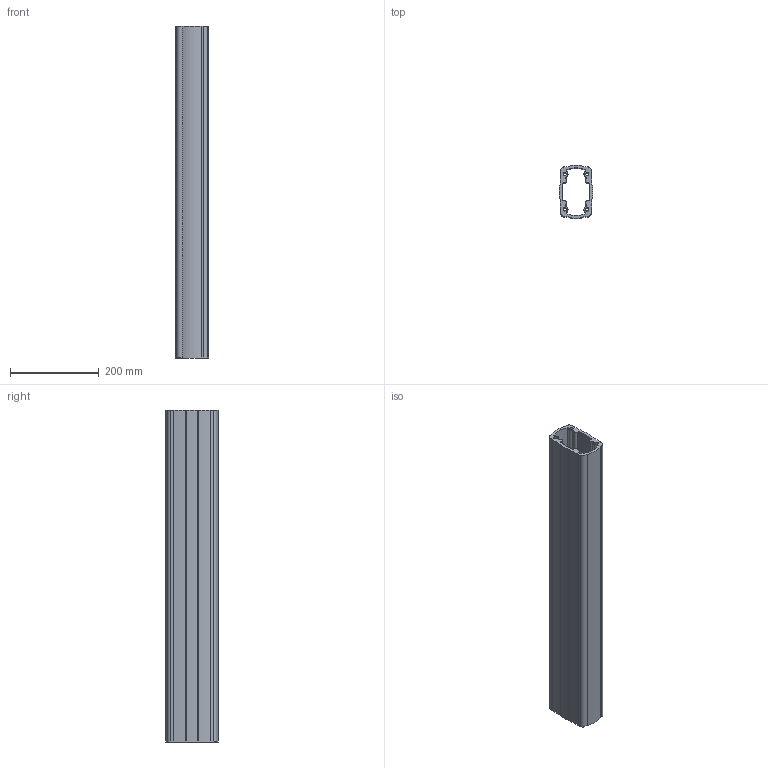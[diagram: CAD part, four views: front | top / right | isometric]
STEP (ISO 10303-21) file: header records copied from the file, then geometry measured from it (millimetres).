
FILE_DESCRIPTION (( 'STEP AP203' ), '1' );
FILE_NAME ('TK120.075.STEP', '2016-05-06T07:44:00', ( '' ), ( '' ), 'SwSTEP 2.0', 'SolidWorks 2013', '' );
FILE_SCHEMA (( 'CONFIG_CONTROL_DESIGN' ));
Length unit declared in the file: millimetre
Products named in the file (1): TK120.075
Bounding box: 74.98 x 119.7 x 750 mm (x, y, z)
Volume: 2142255.4 mm3; surface area: 594701.9 mm2
Topology: 1 solids, 1 shells, 110 faces, 324 edges, 216 vertices
Faces by surface type: cylinder 92, plane 17, bspline 1
Entity records: 3896 total; most frequent: DIRECTION 726, CARTESIAN_POINT 688, ORIENTED_EDGE 648, EDGE_CURVE 324, AXIS2_PLACEMENT_3D 294, VERTEX_POINT 216, CIRCLE 184, VECTOR 138
